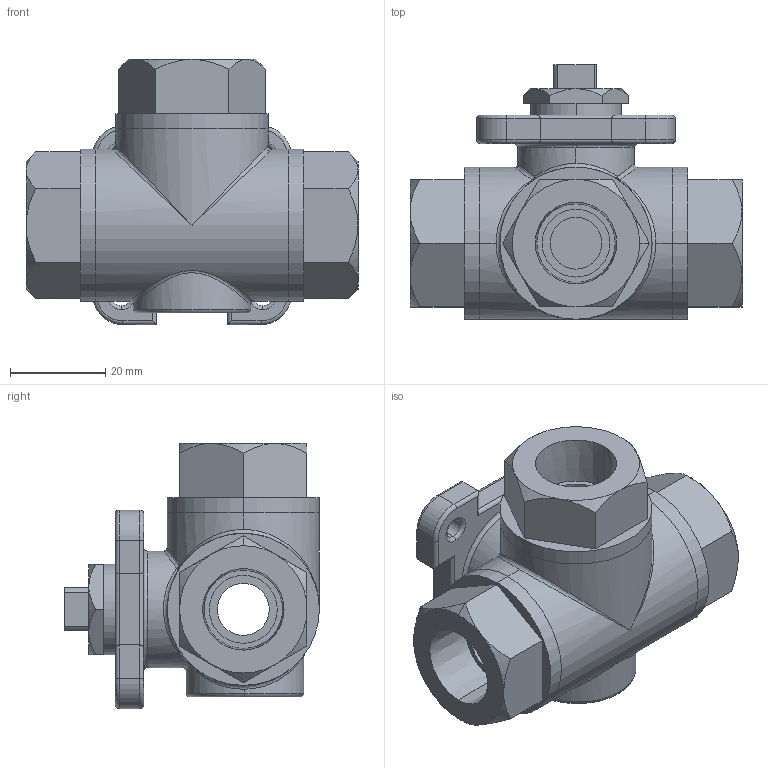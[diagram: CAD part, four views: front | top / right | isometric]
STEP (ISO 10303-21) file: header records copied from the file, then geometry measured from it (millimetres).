
FILE_DESCRIPTION (( 'STEP AP214' ), '1' );
FILE_NAME ('38-TH-0038-XXX BARE STEM.step', '2019-12-06T21:06:01', ( '' ), ( '' ), 'SwSTEP 2.0', 'SolidWorks 2019', '' );
FILE_SCHEMA (( 'AUTOMOTIVE_DESIGN' ));
Length unit declared in the file: inch
Products named in the file (2): 38-TH-0038-XXX BARE STEM
Bounding box: 69.85 x 53.59 x 55.82 mm (x, y, z)
Surface area: 21534.9 mm2 (no closed solid volume)
Topology: 0 solids, 6 shells, 226 faces, 524 edges, 314 vertices
Faces by surface type: cylinder 83, plane 69, cone 33, torus 30, bspline 7, sphere 4
Entity records: 10647 total; most frequent: CARTESIAN_POINT 2663, DIRECTION 1065, ORIENTED_EDGE 1024, EDGE_CURVE 522, AXIS2_PLACEMENT_3D 426, VERTEX_POINT 314, EDGE_LOOP 254, UNCERTAINTY_MEASURE_WITH_UNIT 228
